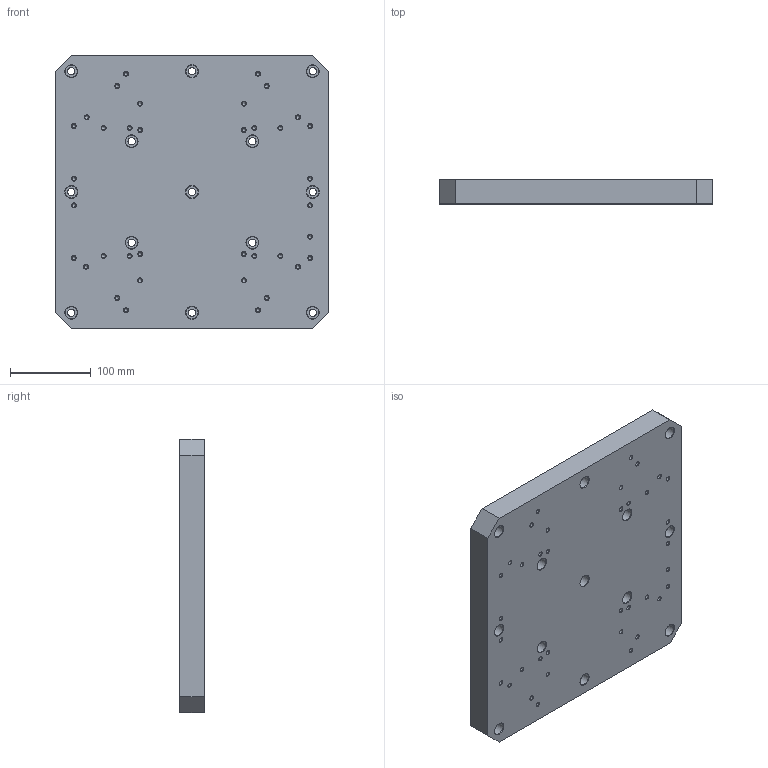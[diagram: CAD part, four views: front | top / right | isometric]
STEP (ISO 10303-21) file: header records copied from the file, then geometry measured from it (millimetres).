
FILE_DESCRIPTION(/* description */ (''),/* implementation_level */ '2;1');
FILE_NAME(/* name */ 'CO-MEC-GSE-0001-01 - Plate.stp',/* time_stamp */ '2020-07-16T17:35:03+02:00',/* author */ ('elena.garombo'),/* organization */ (''),/* preprocessor_version */ 'ST-DEVELOPER v18',/* originating_system */ 'Autodesk Inventor 2020',/* authorisation */ '');
FILE_SCHEMA (('AUTOMOTIVE_DESIGN { 1 0 10303 214 3 1 1 }'));
Length unit declared in the file: millimetre
Products named in the file (1): CO-MEC-GSE-0001-01
Bounding box: 340 x 30 x 340 mm (x, y, z)
Volume: 3375799.2 mm3; surface area: 293072.9 mm2
Topology: 1 solids, 1 shells, 173 faces, 487 edges, 329 vertices
Faces by surface type: cone 87, cylinder 63, plane 23
Full cylindrical faces by diameter (mm): 4.917 x37, 9 x13, 15 x13
Entity records: 5669 total; most frequent: DIRECTION 1074, CARTESIAN_POINT 953, ORIENTED_EDGE 900, EDGE_CURVE 450, AXIS2_PLACEMENT_3D 450, VERTEX_POINT 329, CIRCLE 276, EDGE_LOOP 249
